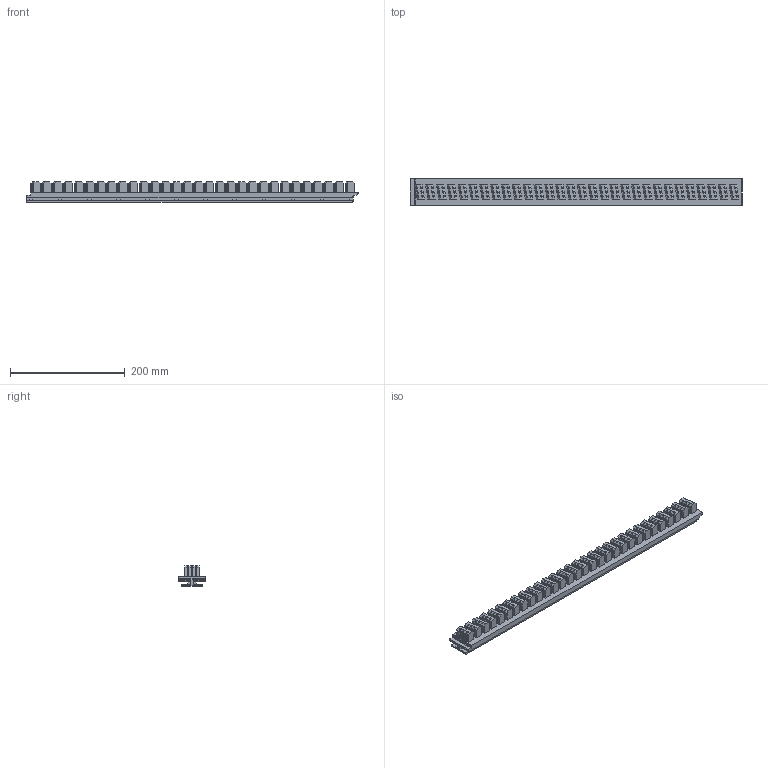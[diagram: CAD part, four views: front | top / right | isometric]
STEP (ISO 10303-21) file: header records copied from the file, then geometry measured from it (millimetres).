
FILE_DESCRIPTION(('CATIA V5 STEP Exchange'),'2;1');
FILE_NAME('DE1113-.75 INDEX OPPOSITE.stp','2017-07-06T19:29:58+00:00',('none'),('none'),'CATIA Version 5-6 Release 2016 SP3 HF21','CATIA V5 STEP AP203','none');
FILE_SCHEMA(('CONFIG_CONTROL_DESIGN'));
Length unit declared in the file: inch
Products named in the file (1): CMHE0051_3D_xSET2
Bounding box: 579.45 x 46.23 x 36.53 mm (x, y, z)
Volume: 487993.3 mm3; surface area: 172792.4 mm2
Topology: 1 solids, 1 shells, 1237 faces, 3614 edges, 2408 vertices
Faces by surface type: plane 1225, cylinder 12
Entity records: 36494 total; most frequent: ORIENTED_EDGE 7228, CARTESIAN_POINT 6535, DIRECTION 4638, EDGE_CURVE 3614, VECTOR 3590, LINE 3590, VERTEX_POINT 2408, EDGE_LOOP 1266
